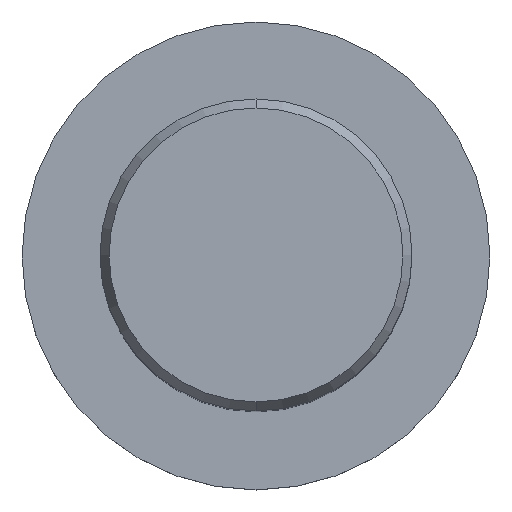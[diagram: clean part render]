
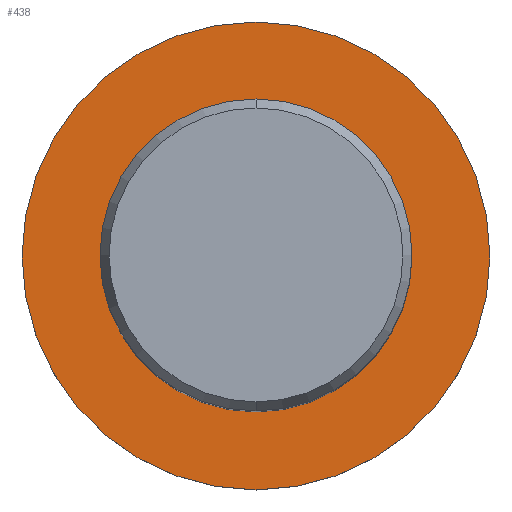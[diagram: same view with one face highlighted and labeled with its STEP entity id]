
A CAD part, top view. The second image highlights one B-rep face of the part: STEP entity #438.
In plain terms, the highlighted planar face has unit normal (0, 0, 1).
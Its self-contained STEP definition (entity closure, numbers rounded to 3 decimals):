
#270=EDGE_CURVE('',#532,#312,#730,.T.);
#312=VERTEX_POINT('',#782);
#434=EDGE_CURVE('',#538,#666,#910,.T.);
#438=ADVANCED_FACE('',(#915,#916),#917,.T.);
#530=EDGE_CURVE('',#666,#538,#1020,.T.);
#532=VERTEX_POINT('',#1022);
#538=VERTEX_POINT('',#1029);
#666=VERTEX_POINT('',#1164);
#680=EDGE_CURVE('',#312,#532,#1180,.T.);
#730=CIRCLE('',#1254,16.0);
#782=CARTESIAN_POINT('',(0.0,16.0,-60.0));
#910=CIRCLE('',#1621,24.0);
#915=FACE_BOUND('',#1626,.T.);
#916=FACE_OUTER_BOUND('',#1627,.T.);
#917=PLANE('',#1628);
#1020=CIRCLE('',#1794,24.0);
#1022=CARTESIAN_POINT('',(0.,-16.0,-60.0));
#1029=CARTESIAN_POINT('',(0.0,24.0,-60.0));
#1164=CARTESIAN_POINT('',(0.,-24.0,-60.0));
#1180=CIRCLE('',#2089,16.0);
#1254=AXIS2_PLACEMENT_3D('',#2132,#2133,#2134);
#1621=AXIS2_PLACEMENT_3D('',#2350,#2351,#2352);
#1626=EDGE_LOOP('',(#2364,#2365));
#1627=EDGE_LOOP('',(#2366,#2367));
#1628=AXIS2_PLACEMENT_3D('',#2368,#2369,#2370);
#1794=AXIS2_PLACEMENT_3D('',#2517,#2518,#2519);
#2089=AXIS2_PLACEMENT_3D('',#2680,#2681,#2682);
#2132=CARTESIAN_POINT('',(0.0,0.0,-60.0));
#2133=DIRECTION('',(-0.0,0.0,-1.0));
#2134=DIRECTION('',(0.0,1.0,0.0));
#2350=CARTESIAN_POINT('',(0.0,0.0,-60.0));
#2351=DIRECTION('',(0.0,0.0,-1.0));
#2352=DIRECTION('',(0.0,1.0,0.0));
#2364=ORIENTED_EDGE('',*,*,#680,.T.);
#2365=ORIENTED_EDGE('',*,*,#270,.T.);
#2366=ORIENTED_EDGE('',*,*,#434,.F.);
#2367=ORIENTED_EDGE('',*,*,#530,.F.);
#2368=CARTESIAN_POINT('',(0.0,12.0,-60.0));
#2369=DIRECTION('',(-0.0,0.0,1.0));
#2370=DIRECTION('',(0.0,-1.0,0.0));
#2517=CARTESIAN_POINT('',(0.0,0.0,-60.0));
#2518=DIRECTION('',(0.0,0.0,-1.0));
#2519=DIRECTION('',(0.0,1.0,0.0));
#2680=CARTESIAN_POINT('',(0.0,0.0,-60.0));
#2681=DIRECTION('',(-0.0,0.0,-1.0));
#2682=DIRECTION('',(0.0,1.0,0.0));
